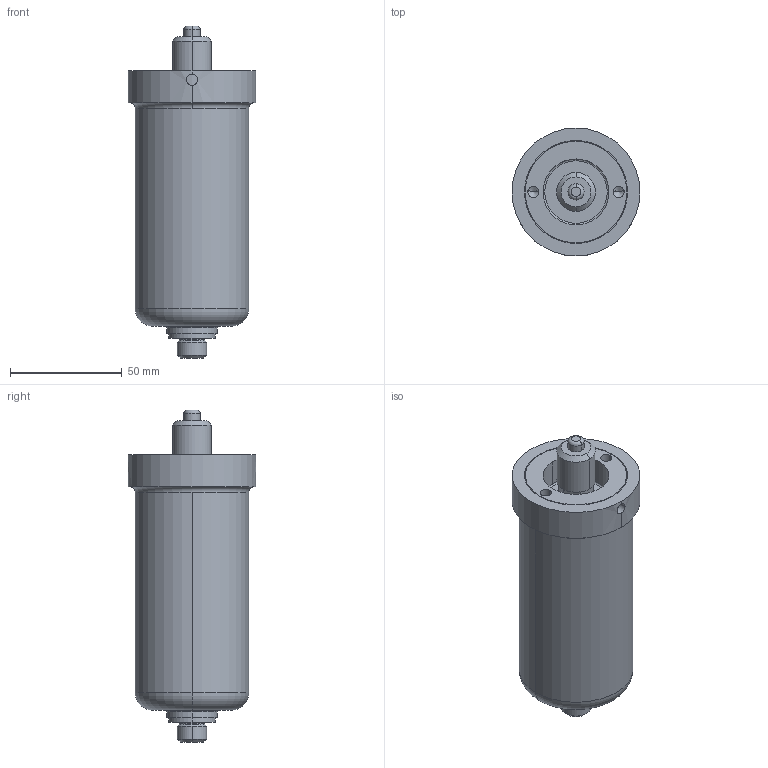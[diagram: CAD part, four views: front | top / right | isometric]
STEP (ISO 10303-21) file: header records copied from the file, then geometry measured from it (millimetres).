
FILE_DESCRIPTION((''),'2;1');
FILE_NAME('ILCM49011602','2013-02-05T',('jdw'),(''),'PRO/ENGINEER BY PARAMETRIC TECHNOLOGY CORPORATION, 2007460','PRO/ENGINEER BY PARAMETRIC TECHNOLOGY CORPORATION, 2007460','');
FILE_SCHEMA(('AUTOMOTIVE_DESIGN_CC2 { 1 2 10303 214 -1 1 5 2 }'));
Length unit declared in the file: millimetre
Products named in the file (1): ILCM49011602
Bounding box: 57.15 x 57.15 x 148.34 mm (x, y, z)
Volume: 236693.1 mm3; surface area: 29068.2 mm2
Topology: 1 solids, 1 shells, 75 faces, 168 edges, 102 vertices
Faces by surface type: cylinder 32, plane 19, torus 14, cone 10
Entity records: 2284 total; most frequent: CARTESIAN_POINT 449, DIRECTION 392, ORIENTED_EDGE 328, AXIS2_PLACEMENT_3D 165, EDGE_CURVE 164, COLOUR_RGB 105, VERTEX_POINT 102, EDGE_LOOP 90
